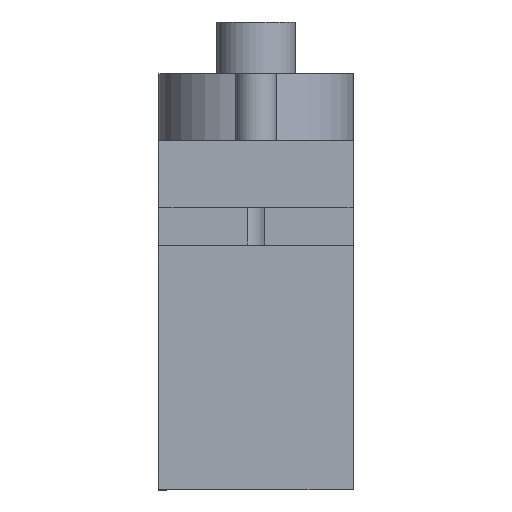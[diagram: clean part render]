
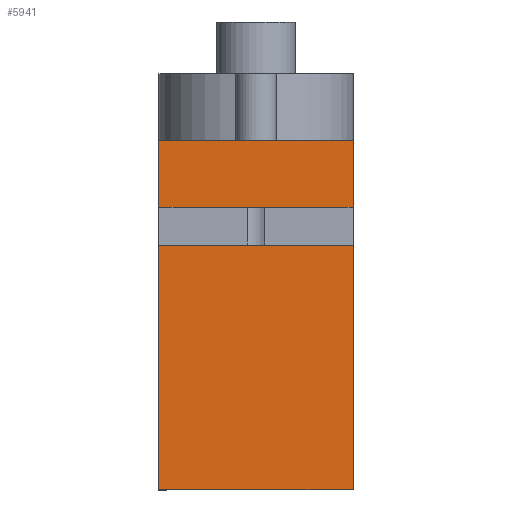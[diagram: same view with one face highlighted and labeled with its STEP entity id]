
A CAD part, left-side view. The second image highlights one B-rep face of the part: STEP entity #5941.
In plain terms, the highlighted planar face has unit normal (-1, 0, 0).
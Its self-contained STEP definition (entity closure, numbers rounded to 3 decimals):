
#751 = DIRECTION ( 'NONE',  ( 0., -1., 0. ) ) ;
#1278 = LINE ( 'NONE', #14898, #8949 ) ;
#1628 = LINE ( 'NONE', #15509, #11734 ) ;
#3445 = CARTESIAN_POINT ( 'NONE',  ( 5.646, 32.517, -5.209 ) ) ;
#3788 = CARTESIAN_POINT ( 'NONE',  ( 5.646, 32.517, -5.209 ) ) ;
#3974 = CARTESIAN_POINT ( 'NONE',  ( 5.646, 20.117, 17.091 ) ) ;
#4105 = ORIENTED_EDGE ( 'NONE', *, *, #17951, .F. ) ;
#4268 = ORIENTED_EDGE ( 'NONE', *, *, #5470, .T. ) ;
#5470 = EDGE_CURVE ( 'NONE', #13544, #16529, #1628, .T. ) ;
#5941 = ADVANCED_FACE ( 'NONE', ( #13442 ), #14892, .F. ) ;
#5960 = CARTESIAN_POINT ( 'NONE',  ( 5.646, 20.117, 17.091 ) ) ;
#5989 = CARTESIAN_POINT ( 'NONE',  ( 5.646, 32.517, 17.091 ) ) ;
#6147 = DIRECTION ( 'NONE',  ( 0., 0., -1. ) ) ;
#7369 = CARTESIAN_POINT ( 'NONE',  ( 5.646, 32.517, 17.091 ) ) ;
#8949 = VECTOR ( 'NONE', #10889, 1000. ) ;
#8996 = LINE ( 'NONE', #5960, #14633 ) ;
#10889 = DIRECTION ( 'NONE',  ( 0., -1., 0. ) ) ;
#11734 = VECTOR ( 'NONE', #6147, 1000. ) ;
#11808 = EDGE_CURVE ( 'NONE', #13544, #14860, #1278, .T. ) ;
#13070 = EDGE_LOOP ( 'NONE', ( #17892, #4105, #18352, #4268 ) ) ;
#13442 = FACE_OUTER_BOUND ( 'NONE', #13070, .T. ) ;
#13500 = DIRECTION ( 'NONE',  ( 0., 0., -1. ) ) ;
#13529 = DIRECTION ( 'NONE',  ( 1., 0., 0. ) ) ;
#13544 = VERTEX_POINT ( 'NONE', #7369 ) ;
#13619 = AXIS2_PLACEMENT_3D ( 'NONE', #5989, #13529, #19254 ) ;
#14633 = VECTOR ( 'NONE', #13500, 1000. ) ;
#14860 = VERTEX_POINT ( 'NONE', #3974 ) ;
#14892 = PLANE ( 'NONE',  #13619 ) ;
#14898 = CARTESIAN_POINT ( 'NONE',  ( 5.646, 32.517, 17.091 ) ) ;
#15292 = VECTOR ( 'NONE', #751, 1000. ) ;
#15467 = EDGE_CURVE ( 'NONE', #16529, #18557, #18648, .T. ) ;
#15509 = CARTESIAN_POINT ( 'NONE',  ( 5.646, 32.517, 17.091 ) ) ;
#16529 = VERTEX_POINT ( 'NONE', #3445 ) ;
#17892 = ORIENTED_EDGE ( 'NONE', *, *, #15467, .T. ) ;
#17951 = EDGE_CURVE ( 'NONE', #14860, #18557, #8996, .T. ) ;
#18352 = ORIENTED_EDGE ( 'NONE', *, *, #11808, .F. ) ;
#18557 = VERTEX_POINT ( 'NONE', #19252 ) ;
#18648 = LINE ( 'NONE', #3788, #15292 ) ;
#19252 = CARTESIAN_POINT ( 'NONE',  ( 5.646, 20.117, -5.209 ) ) ;
#19254 = DIRECTION ( 'NONE',  ( 0., 1., 0. ) ) ;
